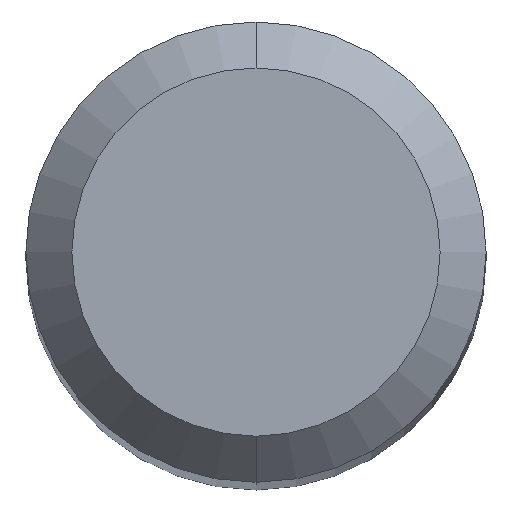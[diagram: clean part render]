
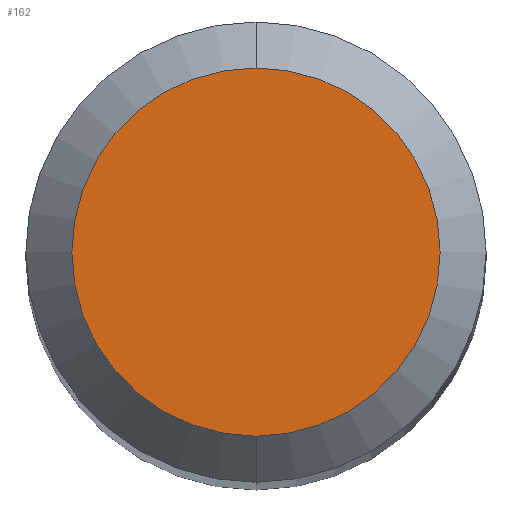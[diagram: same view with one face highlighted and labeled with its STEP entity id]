
A CAD part, top view. The second image highlights one B-rep face of the part: STEP entity #162.
In plain terms, the highlighted planar face has unit normal (0, 0, 1).
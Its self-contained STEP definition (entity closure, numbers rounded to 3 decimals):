
#118=VERTEX_POINT('',#295);
#138=EDGE_CURVE('',#264,#118,#317,.T.);
#162=ADVANCED_FACE('',(#344),#345,.T.);
#264=VERTEX_POINT('',#462);
#268=EDGE_CURVE('',#118,#264,#466,.T.);
#295=CARTESIAN_POINT('',(0.,-1.2,0.0));
#317=CIRCLE('',#518,1.2);
#344=FACE_OUTER_BOUND('',#549,.T.);
#345=PLANE('',#550);
#462=CARTESIAN_POINT('',(0.0,1.2,0.0));
#466=CIRCLE('',#706,1.2);
#518=AXIS2_PLACEMENT_3D('',#731,#732,#733);
#549=EDGE_LOOP('',(#765,#766));
#550=AXIS2_PLACEMENT_3D('',#767,#768,#769);
#706=AXIS2_PLACEMENT_3D('',#935,#936,#937);
#731=CARTESIAN_POINT('',(0.0,0.0,0.0));
#732=DIRECTION('',(0.0,0.0,-1.0));
#733=DIRECTION('',(0.0,1.0,0.0));
#765=ORIENTED_EDGE('',*,*,#138,.F.);
#766=ORIENTED_EDGE('',*,*,#268,.F.);
#767=CARTESIAN_POINT('',(0.0,0.6,0.0));
#768=DIRECTION('',(-0.0,0.0,1.0));
#769=DIRECTION('',(0.0,-1.0,0.0));
#935=CARTESIAN_POINT('',(0.0,0.0,0.0));
#936=DIRECTION('',(0.0,0.0,-1.0));
#937=DIRECTION('',(0.0,1.0,0.0));
